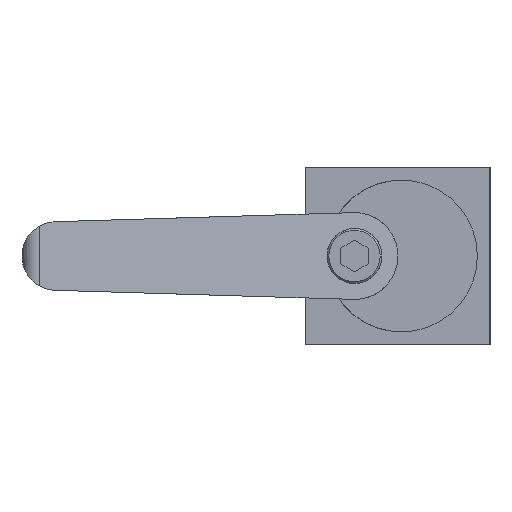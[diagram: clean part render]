
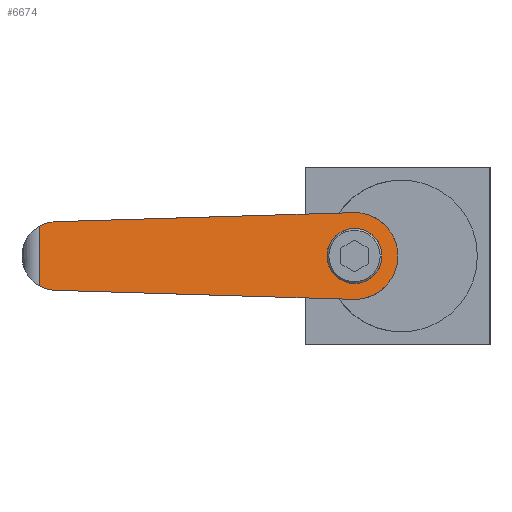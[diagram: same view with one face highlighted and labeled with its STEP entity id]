
A CAD part, left-side view. The second image highlights one B-rep face of the part: STEP entity #6674.
In plain terms, the highlighted planar face has unit normal (-0.966, -0.259, 0).
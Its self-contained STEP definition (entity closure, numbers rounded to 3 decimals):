
#675=CARTESIAN_POINT('',(-38.786,25.5,-24.5));
#676=CARTESIAN_POINT('',(-38.786,25.5,-23.451));
#677=CARTESIAN_POINT('',(-38.855,25.758,-21.628));
#678=CARTESIAN_POINT('',(-39.148,26.852,-18.599));
#679=CARTESIAN_POINT('',(-39.729,29.02,-15.665));
#680=CARTESIAN_POINT('',(-40.535,32.029,-13.628));
#681=CARTESIAN_POINT('',(-41.347,35.06,-12.663));
#682=CARTESIAN_POINT('',(-41.827,36.851,-12.475));
#683=CARTESIAN_POINT('',(-42.098,37.864,-12.506));
#706=DIRECTION('',(-0.259,0.966,0.029));
#707=VECTOR('',#706,85.368);
#708=CARTESIAN_POINT('',(-42.098,37.864,-36.494));
#709=LINE('',#708,#707);
#710=CARTESIAN_POINT('',(-64.184,120.288,-33.996));
#711=CARTESIAN_POINT('',(-64.606,121.861,-33.948));
#712=CARTESIAN_POINT('',(-65.001,123.339,-33.535));
#713=CARTESIAN_POINT('',(-65.371,124.716,-32.746));
#715=CARTESIAN_POINT('',(-65.371,124.716,-16.254));
#716=CARTESIAN_POINT('',(-65.001,123.339,-15.465));
#717=CARTESIAN_POINT('',(-64.606,121.861,-15.052));
#718=CARTESIAN_POINT('',(-64.184,120.288,-15.004));
#720=DIRECTION('',(0.259,-0.966,0.029));
#721=VECTOR('',#720,85.368);
#722=CARTESIAN_POINT('',(-64.184,120.288,-15.004));
#723=LINE('',#722,#721);
#724=CARTESIAN_POINT('',(-43.,41.229,-17.877));
#725=CARTESIAN_POINT('',(-43.131,41.719,-18.153));
#726=CARTESIAN_POINT('',(-43.332,42.469,-18.705));
#727=CARTESIAN_POINT('',(-43.624,43.558,-19.809));
#728=CARTESIAN_POINT('',(-43.855,44.419,-21.189));
#729=CARTESIAN_POINT('',(-44.006,44.982,-22.844));
#730=CARTESIAN_POINT('',(-44.053,45.159,-24.5));
#731=CARTESIAN_POINT('',(-44.006,44.982,-26.156));
#732=CARTESIAN_POINT('',(-43.855,44.419,-27.811));
#733=CARTESIAN_POINT('',(-43.624,43.558,-29.191));
#734=CARTESIAN_POINT('',(-43.332,42.469,-30.295));
#735=CARTESIAN_POINT('',(-43.131,41.719,-30.847));
#736=CARTESIAN_POINT('',(-43.,41.229,-31.123));
#738=CARTESIAN_POINT('',(-43.,41.229,-31.123));
#739=CARTESIAN_POINT('',(-42.745,40.276,-31.659));
#740=CARTESIAN_POINT('',(-42.096,37.855,-32.469));
#741=CARTESIAN_POINT('',(-41.113,34.185,-31.619));
#742=CARTESIAN_POINT('',(-40.498,31.89,-29.775));
#743=CARTESIAN_POINT('',(-40.173,30.677,-28.051));
#744=CARTESIAN_POINT('',(-39.996,30.018,-26.201));
#745=CARTESIAN_POINT('',(-39.949,29.841,-24.5));
#746=CARTESIAN_POINT('',(-39.996,30.018,-22.799));
#747=CARTESIAN_POINT('',(-40.173,30.677,-20.949));
#748=CARTESIAN_POINT('',(-40.498,31.89,-19.225));
#749=CARTESIAN_POINT('',(-41.113,34.185,-17.381));
#750=CARTESIAN_POINT('',(-42.096,37.855,-16.531));
#751=CARTESIAN_POINT('',(-42.745,40.276,-17.341));
#752=CARTESIAN_POINT('',(-43.,41.229,-17.877));
#771=CARTESIAN_POINT('',(-42.098,37.864,-36.494));
#772=CARTESIAN_POINT('',(-41.827,36.851,-36.525));
#773=CARTESIAN_POINT('',(-41.347,35.06,-36.337));
#774=CARTESIAN_POINT('',(-40.535,32.029,-35.372));
#775=CARTESIAN_POINT('',(-39.729,29.02,-33.335));
#776=CARTESIAN_POINT('',(-39.148,26.852,-30.401));
#777=CARTESIAN_POINT('',(-38.855,25.758,-27.372));
#778=CARTESIAN_POINT('',(-38.786,25.5,-25.549));
#779=CARTESIAN_POINT('',(-38.786,25.5,-24.5));
#877=DIRECTION('',(0.,0.,-1.));
#878=VECTOR('',#877,16.493);
#879=CARTESIAN_POINT('',(-65.371,124.716,-16.254));
#880=LINE('',#879,#878);
#4392=CARTESIAN_POINT('',(-43.,41.229,-31.123));
#4394=VERTEX_POINT('',#4392);
#4395=CARTESIAN_POINT('',(-43.,41.229,-17.877));
#4396=VERTEX_POINT('',#4395);
#4433=CARTESIAN_POINT('',(-42.098,37.864,
-36.494));
#4434=VERTEX_POINT('',#4433);
#4435=VERTEX_POINT('',#779);
#4436=VERTEX_POINT('',#683);
#4450=CARTESIAN_POINT('',(-64.184,120.288,
-33.996));
#4451=VERTEX_POINT('',#4450);
#4452=CARTESIAN_POINT('',(-64.184,120.288,
-15.004));
#4453=VERTEX_POINT('',#4452);
#4454=VERTEX_POINT('',#715);
#4455=CARTESIAN_POINT('',(-65.371,124.716,
-32.746));
#4456=VERTEX_POINT('',#4455);
#6648=CARTESIAN_POINT('',(-52.078,75.108,
-24.5));
#6649=DIRECTION('',(0.966,0.259,0.));
#6650=DIRECTION('',(-0.259,0.966,0.));
#6651=AXIS2_PLACEMENT_3D('',#6648,#6649,#6650);
#6652=PLANE('',#6651);
#6654=ORIENTED_EDGE('',*,*,#6653,.T.);
#6656=ORIENTED_EDGE('',*,*,#6655,.T.);
#6658=ORIENTED_EDGE('',*,*,#6657,.F.);
#6660=ORIENTED_EDGE('',*,*,#6659,.T.);
#6662=ORIENTED_EDGE('',*,*,#6661,.T.);
#6663=ORIENTED_EDGE('',*,*,#6634,.F.);
#6665=ORIENTED_EDGE('',*,*,#6664,.F.);
#6666=EDGE_LOOP('',(#6654,#6656,#6658,#6660,#6662,#6663,#6665));
#6667=FACE_OUTER_BOUND('',#6666,.F.);
#6669=ORIENTED_EDGE('',*,*,#6668,.T.);
#6671=ORIENTED_EDGE('',*,*,#6670,.T.);
#6672=EDGE_LOOP('',(#6669,#6671));
#6673=FACE_BOUND('',#6672,.F.);
#6674=ADVANCED_FACE('',(#6667,#6673),#6652,.F.);
#684=B_SPLINE_CURVE_WITH_KNOTS('',3,(#675,#676,#677,#678,#679,#680,#681,#682,
#683),.UNSPECIFIED.,.F.,.F.,(4,1,1,1,1,1,4),(0.,0.125,0.25,0.5,0.75,
0.875,1.),.UNSPECIFIED.);
#714=B_SPLINE_CURVE_WITH_KNOTS('',3,(#710,#711,#712,#713),.UNSPECIFIED.,.F.,.F.,
(4,4),(0.,1.),.UNSPECIFIED.);
#719=B_SPLINE_CURVE_WITH_KNOTS('',3,(#715,#716,#717,#718),.UNSPECIFIED.,.F.,.F.,
(4,4),(0.,1.),.UNSPECIFIED.);
#737=B_SPLINE_CURVE_WITH_KNOTS('',3,(#724,#725,#726,#727,#728,#729,#730,#731,
#732,#733,#734,#735,#736),.UNSPECIFIED.,.F.,.F.,(4,1,1,1,1,1,1,1,1,1,4),(0.,
0.063,0.125,0.25,0.375,0.5,0.625,0.75,0.875,0.938,1.),
.UNSPECIFIED.);
#753=B_SPLINE_CURVE_WITH_KNOTS('',3,(#738,#739,#740,#741,#742,#743,#744,#745,
#746,#747,#748,#749,#750,#751,#752),.UNSPECIFIED.,.F.,.F.,(4,1,1,1,1,1,1,1,1,1,
1,1,4),(0.,0.125,0.25,0.313,0.375,0.438,0.5,0.563,0.625,
0.688,0.75,0.875,1.),.UNSPECIFIED.);
#780=B_SPLINE_CURVE_WITH_KNOTS('',3,(#771,#772,#773,#774,#775,#776,#777,#778,
#779),.UNSPECIFIED.,.F.,.F.,(4,1,1,1,1,1,4),(0.,0.125,0.25,0.5,0.75,
0.875,1.),.UNSPECIFIED.);
#6634=EDGE_CURVE('',#4435,#4436,#684,.T.);
#6653=EDGE_CURVE('',#4434,#4451,#709,.T.);
#6655=EDGE_CURVE('',#4451,#4456,#714,.T.);
#6657=EDGE_CURVE('',#4454,#4456,#880,.T.);
#6659=EDGE_CURVE('',#4454,#4453,#719,.T.);
#6661=EDGE_CURVE('',#4453,#4436,#723,.T.);
#6664=EDGE_CURVE('',#4434,#4435,#780,.T.);
#6668=EDGE_CURVE('',#4396,#4394,#737,.T.);
#6670=EDGE_CURVE('',#4394,#4396,#753,.T.);
